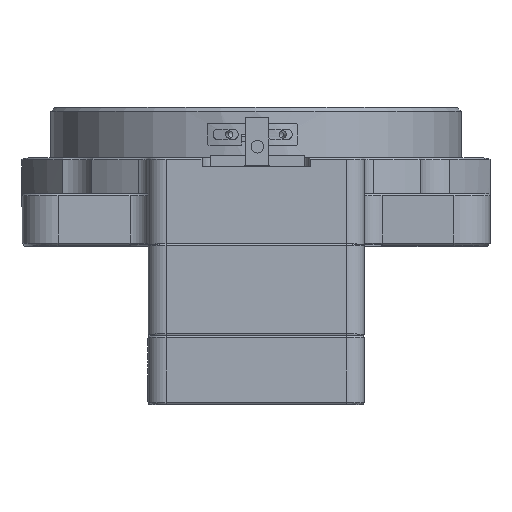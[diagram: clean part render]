
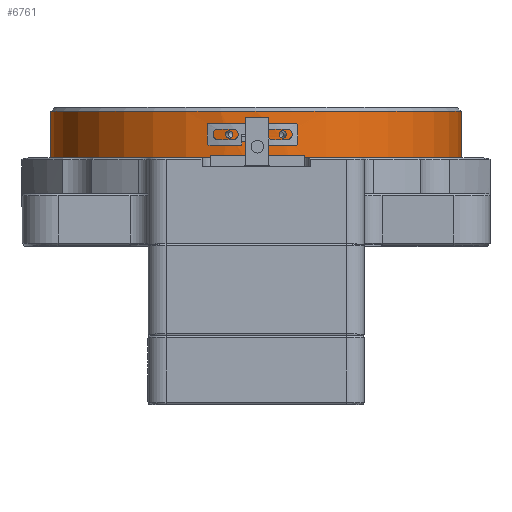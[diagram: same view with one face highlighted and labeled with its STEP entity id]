
A CAD part, top view. The second image highlights one B-rep face of the part: STEP entity #6761.
In plain terms, the highlighted cylindrical face has radius 57 mm (diameter 114 mm), a full revolution.
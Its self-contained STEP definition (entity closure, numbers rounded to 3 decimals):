
#1521 = ORIENTED_EDGE ( 'NONE', *, *, #17261, .F. ) ;
#1555 = ORIENTED_EDGE ( 'NONE', *, *, #21520, .T. ) ;
#1663 = ORIENTED_EDGE ( 'NONE', *, *, #17475, .F. ) ;
#1676 = EDGE_CURVE ( 'NONE', #20695, #20695, #19593, .T. ) ;
#2342 = ORIENTED_EDGE ( 'NONE', *, *, #1676, .T. ) ;
#4695 = CIRCLE ( 'NONE', #21868, 57. ) ;
#5258 = AXIS2_PLACEMENT_3D ( 'NONE', #14007, #13981, #13953 ) ;
#6761 = ADVANCED_FACE ( 'NONE', ( #14137, #14102, #14081, #14052 ), #14016, .T. ) ;
#10129 = AXIS2_PLACEMENT_3D ( 'NONE', #15947, #15937, #15909 ) ;
#11960 = DIRECTION ( 'NONE',  ( -1., 0., 0. ) ) ;
#11970 = DIRECTION ( 'NONE',  ( 0., -1., 0. ) ) ;
#12000 = CARTESIAN_POINT ( 'NONE',  ( 0., 37., 0. ) ) ;
#13258 = CARTESIAN_POINT ( 'NONE',  ( -57., 37., 0. ) ) ;
#13276 = VERTEX_POINT ( 'NONE', #13258 ) ;
#13953 = DIRECTION ( 'NONE',  ( -1., 0., 0. ) ) ;
#13981 = DIRECTION ( 'NONE',  ( 0., 1., 0. ) ) ;
#14007 = CARTESIAN_POINT ( 'NONE',  ( 0., 17.5, 0. ) ) ;
#14016 = CYLINDRICAL_SURFACE ( 'NONE', #5258, 57. ) ;
#14052 = FACE_BOUND ( 'NONE', #19735, .T. ) ;
#14081 = FACE_BOUND ( 'NONE', #20878, .T. ) ;
#14102 = FACE_OUTER_BOUND ( 'NONE', #27431, .T. ) ;
#14137 = FACE_OUTER_BOUND ( 'NONE', #25575, .T. ) ;
#14815 = CARTESIAN_POINT ( 'NONE',  ( -6.423, 30.5, 56.637 ) ) ;
#14842 = VERTEX_POINT ( 'NONE', #14815 ) ;
#14887 = CARTESIAN_POINT ( 'NONE',  ( 8.455, 30.5, 56.369 ) ) ;
#14895 = VERTEX_POINT ( 'NONE', #14887 ) ;
#15909 = DIRECTION ( 'NONE',  ( -1., 0., 0. ) ) ;
#15937 = DIRECTION ( 'NONE',  ( 0., 1., 0. ) ) ;
#15947 = CARTESIAN_POINT ( 'NONE',  ( 0., 18.5, 0. ) ) ;
#17261 = EDGE_CURVE ( 'NONE', #14895, #14895, #29158, .T. ) ;
#17475 = EDGE_CURVE ( 'NONE', #14842, #14842, #26200, .T. ) ;
#18909 = CARTESIAN_POINT ( 'NONE',  ( -6.423, 30.5, 56.637 ) ) ;
#18915 = CARTESIAN_POINT ( 'NONE',  ( -6.423, 30.229, 56.637 ) ) ;
#18945 = CARTESIAN_POINT ( 'NONE',  ( -6.533, 29.964, 56.625 ) ) ;
#18949 = CARTESIAN_POINT ( 'NONE',  ( -6.815, 29.68, 56.591 ) ) ;
#18953 = CARTESIAN_POINT ( 'NONE',  ( -6.928, 29.604, 56.578 ) ) ;
#18987 = CARTESIAN_POINT ( 'NONE',  ( -7.175, 29.501, 56.547 ) ) ;
#19007 = CARTESIAN_POINT ( 'NONE',  ( -7.307, 29.475, 56.53 ) ) ;
#19028 = CARTESIAN_POINT ( 'NONE',  ( -7.575, 29.475, 56.495 ) ) ;
#19038 = CARTESIAN_POINT ( 'NONE',  ( -7.707, 29.502, 56.477 ) ) ;
#19048 = CARTESIAN_POINT ( 'NONE',  ( -7.953, 29.605, 56.443 ) ) ;
#19099 = CARTESIAN_POINT ( 'NONE',  ( -8.065, 29.681, 56.427 ) ) ;
#19109 = CARTESIAN_POINT ( 'NONE',  ( -8.252, 29.871, 56.4 ) ) ;
#19141 = CARTESIAN_POINT ( 'NONE',  ( -8.328, 29.985, 56.388 ) ) ;
#19160 = CARTESIAN_POINT ( 'NONE',  ( -8.429, 30.232, 56.373 ) ) ;
#19173 = CARTESIAN_POINT ( 'NONE',  ( -8.455, 30.367, 56.369 ) ) ;
#19217 = CARTESIAN_POINT ( 'NONE',  ( -8.455, 30.634, 56.369 ) ) ;
#19226 = CARTESIAN_POINT ( 'NONE',  ( -8.429, 30.768, 56.373 ) ) ;
#19252 = CARTESIAN_POINT ( 'NONE',  ( -8.327, 31.017, 56.389 ) ) ;
#19260 = CARTESIAN_POINT ( 'NONE',  ( -8.252, 31.13, 56.4 ) ) ;
#19266 = CARTESIAN_POINT ( 'NONE',  ( -8.063, 31.321, 56.427 ) ) ;
#19295 = CARTESIAN_POINT ( 'NONE',  ( -7.951, 31.396, 56.443 ) ) ;
#19314 = CARTESIAN_POINT ( 'NONE',  ( -7.705, 31.499, 56.477 ) ) ;
#19336 = CARTESIAN_POINT ( 'NONE',  ( -7.572, 31.525, 56.495 ) ) ;
#19350 = CARTESIAN_POINT ( 'NONE',  ( -7.307, 31.525, 56.53 ) ) ;
#19377 = CARTESIAN_POINT ( 'NONE',  ( -7.173, 31.498, 56.547 ) ) ;
#19385 = CARTESIAN_POINT ( 'NONE',  ( -6.928, 31.396, 56.578 ) ) ;
#19408 = CARTESIAN_POINT ( 'NONE',  ( -6.815, 31.319, 56.591 ) ) ;
#19415 = CARTESIAN_POINT ( 'NONE',  ( -6.627, 31.13, 56.614 ) ) ;
#19452 = CARTESIAN_POINT ( 'NONE',  ( -6.551, 31.017, 56.622 ) ) ;
#19470 = CARTESIAN_POINT ( 'NONE',  ( -6.449, 30.768, 56.634 ) ) ;
#19490 = CARTESIAN_POINT ( 'NONE',  ( -6.423, 30.635, 56.637 ) ) ;
#19507 = CARTESIAN_POINT ( 'NONE',  ( -6.423, 30.5, 56.637 ) ) ;
#19593 = CIRCLE ( 'NONE', #10129, 57. ) ;
#19735 = EDGE_LOOP ( 'NONE', ( #1521 ) ) ;
#20674 = CARTESIAN_POINT ( 'NONE',  ( -57., 18.5, 0. ) ) ;
#20695 = VERTEX_POINT ( 'NONE', #20674 ) ;
#20878 = EDGE_LOOP ( 'NONE', ( #1663 ) ) ;
#21520 = EDGE_CURVE ( 'NONE', #13276, #13276, #4695, .T. ) ;
#21657 = CARTESIAN_POINT ( 'NONE',  ( 8.455, 30.5, 56.369 ) ) ;
#21685 = CARTESIAN_POINT ( 'NONE',  ( 8.455, 30.229, 56.369 ) ) ;
#21716 = CARTESIAN_POINT ( 'NONE',  ( 8.345, 29.964, 56.386 ) ) ;
#21723 = CARTESIAN_POINT ( 'NONE',  ( 8.064, 29.68, 56.427 ) ) ;
#21729 = CARTESIAN_POINT ( 'NONE',  ( 7.951, 29.604, 56.443 ) ) ;
#21758 = CARTESIAN_POINT ( 'NONE',  ( 7.705, 29.501, 56.477 ) ) ;
#21779 = CARTESIAN_POINT ( 'NONE',  ( 7.573, 29.475, 56.495 ) ) ;
#21801 = CARTESIAN_POINT ( 'NONE',  ( 7.305, 29.475, 56.53 ) ) ;
#21841 = CARTESIAN_POINT ( 'NONE',  ( 7.173, 29.502, 56.547 ) ) ;
#21849 = CARTESIAN_POINT ( 'NONE',  ( 6.927, 29.605, 56.578 ) ) ;
#21868 = AXIS2_PLACEMENT_3D ( 'NONE', #12000, #11970, #11960 ) ;
#21874 = CARTESIAN_POINT ( 'NONE',  ( 6.814, 29.681, 56.591 ) ) ;
#21880 = CARTESIAN_POINT ( 'NONE',  ( 6.626, 29.871, 56.614 ) ) ;
#21886 = CARTESIAN_POINT ( 'NONE',  ( 6.551, 29.985, 56.622 ) ) ;
#21916 = CARTESIAN_POINT ( 'NONE',  ( 6.449, 30.232, 56.634 ) ) ;
#21921 = CARTESIAN_POINT ( 'NONE',  ( 6.423, 30.367, 56.637 ) ) ;
#21933 = CARTESIAN_POINT ( 'NONE',  ( 6.423, 30.634, 56.637 ) ) ;
#21951 = CARTESIAN_POINT ( 'NONE',  ( 6.449, 30.768, 56.634 ) ) ;
#21971 = CARTESIAN_POINT ( 'NONE',  ( 6.551, 31.017, 56.622 ) ) ;
#21993 = CARTESIAN_POINT ( 'NONE',  ( 6.626, 31.13, 56.614 ) ) ;
#22001 = CARTESIAN_POINT ( 'NONE',  ( 6.816, 31.321, 56.591 ) ) ;
#22026 = CARTESIAN_POINT ( 'NONE',  ( 6.928, 31.396, 56.577 ) ) ;
#22034 = CARTESIAN_POINT ( 'NONE',  ( 7.175, 31.499, 56.547 ) ) ;
#22062 = CARTESIAN_POINT ( 'NONE',  ( 7.308, 31.525, 56.53 ) ) ;
#22068 = CARTESIAN_POINT ( 'NONE',  ( 7.573, 31.525, 56.495 ) ) ;
#22106 = CARTESIAN_POINT ( 'NONE',  ( 7.707, 31.498, 56.477 ) ) ;
#22121 = CARTESIAN_POINT ( 'NONE',  ( 7.951, 31.396, 56.443 ) ) ;
#22142 = CARTESIAN_POINT ( 'NONE',  ( 8.064, 31.319, 56.427 ) ) ;
#22148 = CARTESIAN_POINT ( 'NONE',  ( 8.252, 31.13, 56.4 ) ) ;
#22175 = CARTESIAN_POINT ( 'NONE',  ( 8.327, 31.017, 56.389 ) ) ;
#22183 = CARTESIAN_POINT ( 'NONE',  ( 8.429, 30.768, 56.373 ) ) ;
#22217 = CARTESIAN_POINT ( 'NONE',  ( 8.455, 30.635, 56.369 ) ) ;
#22222 = CARTESIAN_POINT ( 'NONE',  ( 8.455, 30.5, 56.369 ) ) ;
#25575 = EDGE_LOOP ( 'NONE', ( #2342 ) ) ;
#26200 = B_SPLINE_CURVE_WITH_KNOTS ( 'NONE', 3,
 ( #19507, #19490, #19470, #19452, #19415, #19408, #19385, #19377, #19350, #19336, #19314, #19295, #19266, #19260, #19252, #19226, #19217, #19173, #19160, #19141, #19109, #19099, #19048, #19038, #19028, #19007, #18987, #18953, #18949, #18945, #18915, #18909 ),
 .UNSPECIFIED., .T., .F.,
 ( 4, 2, 2, 2, 2, 2, 2, 2, 2, 2, 2, 2, 2, 2, 2, 4 ),
 ( 0., 0., 0.001, 0.001, 0.002, 0.002, 0.002, 0.003, 0.003, 0.004, 0.004, 0.004, 0.005, 0.005, 0.006, 0.006 ),
 .UNSPECIFIED. ) ;
#27431 = EDGE_LOOP ( 'NONE', ( #1555 ) ) ;
#29158 = B_SPLINE_CURVE_WITH_KNOTS ( 'NONE', 3,
 ( #22222, #22217, #22183, #22175, #22148, #22142, #22121, #22106, #22068, #22062, #22034, #22026, #22001, #21993, #21971, #21951, #21933, #21921, #21916, #21886, #21880, #21874, #21849, #21841, #21801, #21779, #21758, #21729, #21723, #21716, #21685, #21657 ),
 .UNSPECIFIED., .T., .F.,
 ( 4, 2, 2, 2, 2, 2, 2, 2, 2, 2, 2, 2, 2, 2, 2, 4 ),
 ( 0., 0., 0.001, 0.001, 0.002, 0.002, 0.002, 0.003, 0.003, 0.004, 0.004, 0.004, 0.005, 0.005, 0.006, 0.006 ),
 .UNSPECIFIED. ) ;
